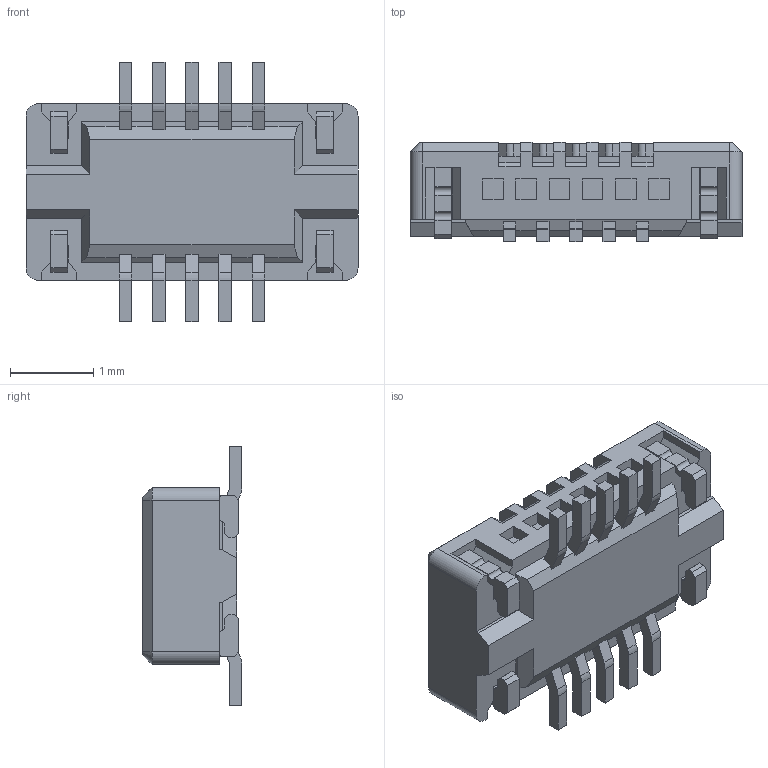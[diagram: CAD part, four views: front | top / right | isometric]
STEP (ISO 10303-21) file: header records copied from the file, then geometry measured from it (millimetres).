
FILE_DESCRIPTION((''),'2;1');
FILE_NAME('559099872','2019-05-22T',('gga'),(''),'PRO/ENGINEER BY PARAMETRIC TECHNOLOGY CORPORATION, 2016010','PRO/ENGINEER BY PARAMETRIC TECHNOLOGY CORPORATION, 2016010','');
FILE_SCHEMA(('CONFIG_CONTROL_DESIGN'));
Length unit declared in the file: millimetre
Products named in the file (1): 559099872
Bounding box: 4 x 1.2 x 3.13 mm (x, y, z)
Volume: 6.1 mm3; surface area: 47.9 mm2
Topology: 1 solids, 1 shells, 444 faces, 1320 edges, 890 vertices
Faces by surface type: plane 366, cylinder 74, cone 4
Entity records: 14671 total; most frequent: CARTESIAN_POINT 2627, ORIENTED_EDGE 2528, DIRECTION 2360, EDGE_CURVE 1264, VECTOR 1162, LINE 1162, VERTEX_POINT 834, AXIS2_PLACEMENT_3D 599
